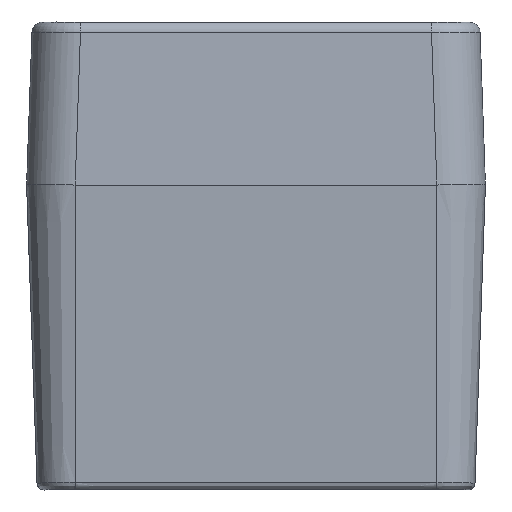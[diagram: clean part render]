
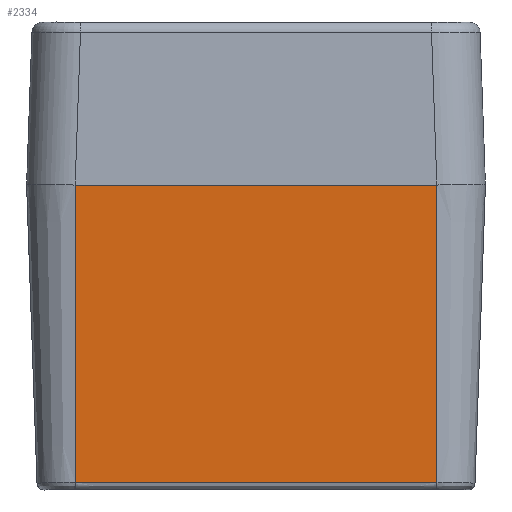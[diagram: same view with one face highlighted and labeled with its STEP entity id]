
A CAD part, front view. The second image highlights one B-rep face of the part: STEP entity #2334.
In plain terms, the highlighted planar face has unit normal (0, -0.999, -0.035).
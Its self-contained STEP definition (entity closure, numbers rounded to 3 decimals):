
#1126=CARTESIAN_POINT('Vertex',(9.027,1.949,1.462)) ;
#1240=CARTESIAN_POINT('Control Point',(76.027,1.949,1.461)) ;
#1241=CARTESIAN_POINT('Control Point',(74.865,1.949,1.464)) ;
#1242=CARTESIAN_POINT('Control Point',(72.302,1.949,1.459)) ;
#1243=CARTESIAN_POINT('Control Point',(68.235,1.949,1.462)) ;
#1244=CARTESIAN_POINT('Control Point',(63.716,1.949,1.461)) ;
#1245=CARTESIAN_POINT('Control Point',(58.865,1.949,1.461)) ;
#1246=CARTESIAN_POINT('Control Point',(53.662,1.949,1.461)) ;
#1247=CARTESIAN_POINT('Control Point',(48.08,1.949,1.461)) ;
#1248=CARTESIAN_POINT('Control Point',(42.093,1.949,1.461)) ;
#1249=CARTESIAN_POINT('Control Point',(35.716,1.949,1.461)) ;
#1250=CARTESIAN_POINT('Control Point',(29.295,1.949,1.461)) ;
#1251=CARTESIAN_POINT('Control Point',(23.213,1.949,1.461)) ;
#1252=CARTESIAN_POINT('Control Point',(17.773,1.949,1.462)) ;
#1253=CARTESIAN_POINT('Control Point',(13.123,1.949,1.458)) ;
#1254=CARTESIAN_POINT('Control Point',(10.273,1.949,1.466)) ;
#1255=CARTESIAN_POINT('Control Point',(9.027,1.949,1.462)) ;
#1256=CARTESIAN_POINT('Vertex',(76.027,1.949,1.462)) ;
#2295=CARTESIAN_POINT('Vertex',(9.024,0.027,56.514)) ;
#2299=CARTESIAN_POINT('Control Point',(9.027,1.949,1.462)) ;
#2300=CARTESIAN_POINT('Control Point',(9.026,1.308,19.812)) ;
#2301=CARTESIAN_POINT('Control Point',(9.025,0.668,38.163)) ;
#2302=CARTESIAN_POINT('Control Point',(9.024,0.027,56.514)) ;
#2311=CARTESIAN_POINT('Axis2P3D Location',(-4.161,0.027,56.514)) ;
#2316=CARTESIAN_POINT('Line Origine',(76.028,0.988,28.988)) ;
#2320=CARTESIAN_POINT('Vertex',(76.029,0.027,56.514)) ;
#2323=CARTESIAN_POINT('Line Origine',(42.527,0.027,56.514)) ;
#2312=DIRECTION('Axis2P3D Direction',(0.,-0.999,-0.035)) ;
#2313=DIRECTION('Axis2P3D XDirection',(0.,0.035,-0.999)) ;
#2317=DIRECTION('Vector Direction',(0.,0.035,-0.999)) ;
#2324=DIRECTION('Vector Direction',(1.,0.,0.)) ;
#2314=AXIS2_PLACEMENT_3D('Plane Axis2P3D',#2311,#2312,#2313) ;
#2329=ORIENTED_EDGE('',*,*,#1258,.T.) ;
#2330=ORIENTED_EDGE('',*,*,#2322,.F.) ;
#2331=ORIENTED_EDGE('',*,*,#2327,.F.) ;
#2332=ORIENTED_EDGE('',*,*,#2303,.F.) ;
#2318=VECTOR('Line Direction',#2317,1.) ;
#2325=VECTOR('Line Direction',#2324,1.) ;
#2334=ADVANCED_FACE('Enl\X2\00E8\X0\v. mat.-Extru.1',(#2333),#2315,.T.) ;
#2298=B_SPLINE_CURVE_WITH_KNOTS('',3,(#2299,#2300,#2301,#2302),.UNSPECIFIED.,.F.,.U.,(4,4),(0.,77.903),.UNSPECIFIED.) ;
#1258=EDGE_CURVE('',#1127,#1257,#1239,.F.) ;
#2303=EDGE_CURVE('',#1127,#2296,#2298,.T.) ;
#2322=EDGE_CURVE('',#2321,#1257,#2319,.T.) ;
#2327=EDGE_CURVE('',#2296,#2321,#2326,.T.) ;
#2328=EDGE_LOOP('',(#2329,#2330,#2331,#2332)) ;
#2333=FACE_OUTER_BOUND('',#2328,.T.) ;
#2319=LINE('Line',#2316,#2318) ;
#2326=LINE('Line',#2323,#2325) ;
#2315=PLANE('',#2314) ;
#1127=VERTEX_POINT('',#1126) ;
#1257=VERTEX_POINT('',#1256) ;
#2296=VERTEX_POINT('',#2295) ;
#2321=VERTEX_POINT('',#2320) ;
#1239=(BOUNDED_CURVE()B_SPLINE_CURVE(3,(#1240,#1241,#1242,#1243,#1244,#1245,#1246,#1247,#1248,#1249,#1250,#1251,#1252,#1253,#1254,#1255),.UNSPECIFIED.,.F.,.U.)B_SPLINE_CURVE_WITH_KNOTS((4,1,1,1,1,1,1,1,1,1,1,1,1,4),(0.666,4.151,8.353,12.867,17.709,22.903,28.476,34.453,40.865,47.605,53.713,59.112,63.924,67.662),.UNSPECIFIED.)CURVE()GEOMETRIC_REPRESENTATION_ITEM()RATIONAL_B_SPLINE_CURVE((1.163,1.163,1.163,1.163,1.163,1.163,1.163,1.163,1.163,1.163,1.163,1.163,1.163,1.163,1.163,1.163))REPRESENTATION_ITEM('')) ;
